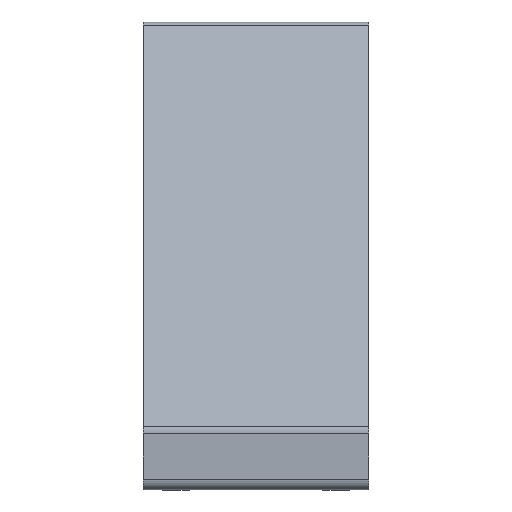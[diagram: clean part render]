
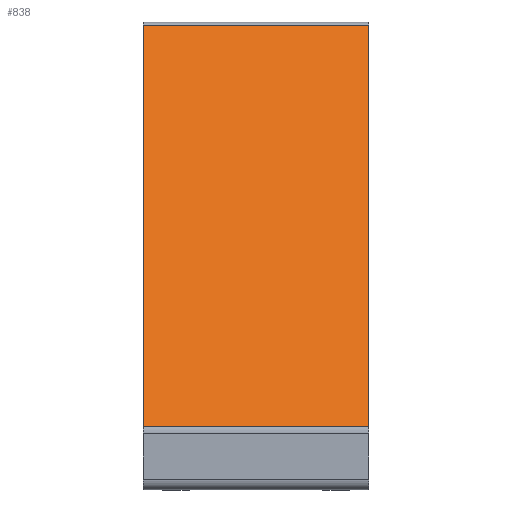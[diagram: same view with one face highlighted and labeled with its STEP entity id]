
A CAD part, top view. The second image highlights one B-rep face of the part: STEP entity #838.
In plain terms, the highlighted face is planar.
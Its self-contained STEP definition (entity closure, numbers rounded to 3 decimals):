
#61=FACE_OUTER_BOUND('',#105,.T.);
#105=EDGE_LOOP('',(#640,#641,#642,#643));
#202=LINE('',#1362,#306);
#203=LINE('',#1366,#307);
#204=LINE('',#1368,#308);
#205=LINE('',#1369,#309);
#306=VECTOR('',#1094,1000.);
#307=VECTOR('',#1099,1000.);
#308=VECTOR('',#1100,1000.);
#309=VECTOR('',#1101,1000.);
#398=VERTEX_POINT('',#1359);
#399=VERTEX_POINT('',#1361);
#400=VERTEX_POINT('',#1365);
#401=VERTEX_POINT('',#1367);
#497=EDGE_CURVE('',#399,#398,#202,.T.);
#499=EDGE_CURVE('',#398,#400,#203,.T.);
#500=EDGE_CURVE('',#401,#400,#204,.T.);
#501=EDGE_CURVE('',#399,#401,#205,.T.);
#640=ORIENTED_EDGE('',*,*,#499,.T.);
#641=ORIENTED_EDGE('',*,*,#500,.F.);
#642=ORIENTED_EDGE('',*,*,#501,.F.);
#643=ORIENTED_EDGE('',*,*,#497,.T.);
#799=PLANE('',#938);
#838=ADVANCED_FACE('',(#61),#799,.F.);
#938=AXIS2_PLACEMENT_3D('',#1364,#1097,#1098);
#1094=DIRECTION('',(0.,0.,-1.));
#1097=DIRECTION('center_axis',(0.,-1.,0.));
#1098=DIRECTION('ref_axis',(0.,0.,-1.));
#1099=DIRECTION('',(-1.,0.,0.));
#1100=DIRECTION('',(0.,0.,-1.));
#1101=DIRECTION('',(-1.,0.,0.));
#1359=CARTESIAN_POINT('',(54.13,57.75,-21.5));
#1361=CARTESIAN_POINT('',(54.13,57.75,21.5));
#1362=CARTESIAN_POINT('',(54.13,57.75,21.5));
#1364=CARTESIAN_POINT('Origin',(54.13,57.75,21.5));
#1365=CARTESIAN_POINT('',(-54.13,57.75,-21.5));
#1366=CARTESIAN_POINT('',(54.13,57.75,-21.5));
#1367=CARTESIAN_POINT('',(-54.13,57.75,21.5));
#1368=CARTESIAN_POINT('',(-54.13,57.75,21.5));
#1369=CARTESIAN_POINT('',(54.13,57.75,21.5));
